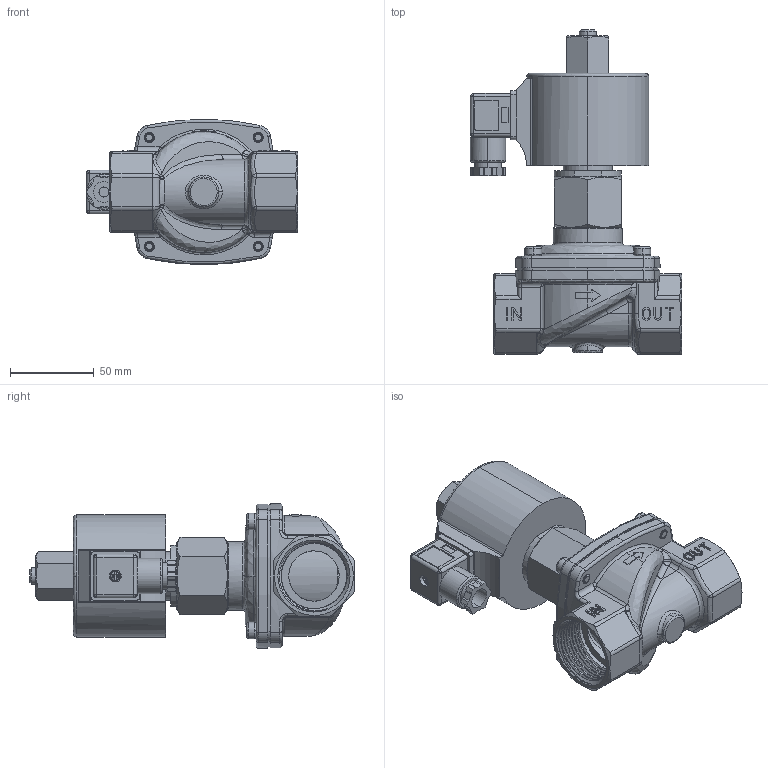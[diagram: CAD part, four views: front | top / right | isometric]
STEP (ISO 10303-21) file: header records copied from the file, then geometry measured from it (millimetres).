
FILE_DESCRIPTION (( 'STEP AP214' ), '1' );
FILE_NAME ('242 DN32 NO.STEP', '2023-08-30T07:37:54', ( 'admin' ), ( 'Hewlett-Packard Company' ), 'SwSTEP 2.0', 'SolidWorks 2015', '' );
FILE_SCHEMA (( 'AUTOMOTIVE_DESIGN' ));
Length unit declared in the file: millimetre
Products named in the file (1): 242 DN32 NO
Bounding box: 126 x 193.5 x 86.5 mm (x, y, z)
Surface area: 145417.7 mm2 (no closed solid volume)
Topology: 0 solids, 5 shells, 1247 faces, 3669 edges, 2447 vertices
Faces by surface type: plane 430, cylinder 419, bspline 329, cone 69
Entity records: 121021 total; most frequent: CARTESIAN_POINT 91948, ORIENTED_EDGE 7230, DIRECTION 4397, EDGE_CURVE 3616, VERTEX_POINT 2447, B_SPLINE_CURVE_WITH_KNOTS 1561, AXIS2_PLACEMENT_3D 1524, VECTOR 1349
